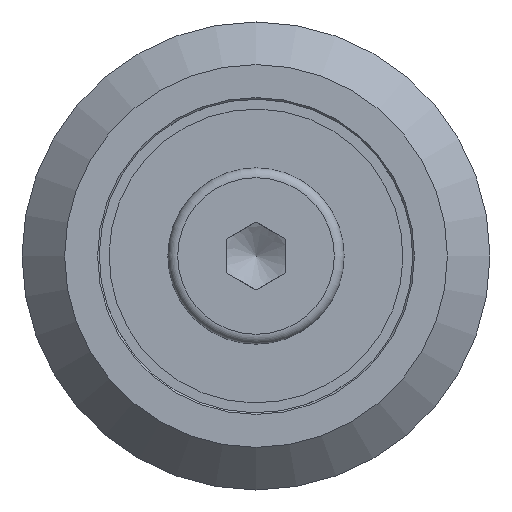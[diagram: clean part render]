
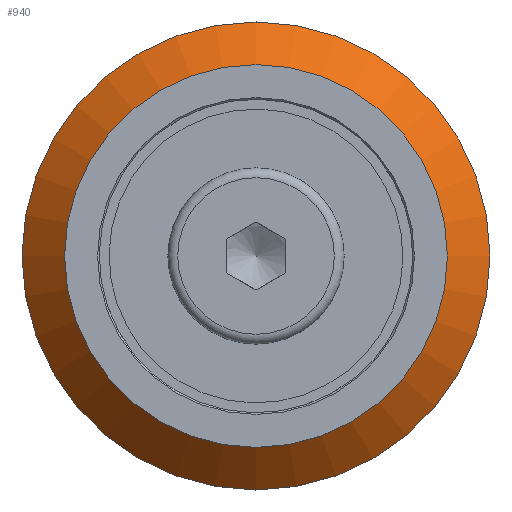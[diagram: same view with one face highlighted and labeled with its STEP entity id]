
A CAD part, left-side view. The second image highlights one B-rep face of the part: STEP entity #940.
In plain terms, the highlighted conical face has half-angle 45.066 degrees and reference radius 10.857 mm.
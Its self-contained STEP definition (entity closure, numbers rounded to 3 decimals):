
#153=FACE_OUTER_BOUND('',#219,.T.);
#219=EDGE_LOOP('',(#684,#685,#686,#687));
#298=LINE('',#1659,#345);
#345=VECTOR('',#1353,10.858);
#394=CIRCLE('',#1181,9.77);
#397=CIRCLE('',#1187,11.945);
#453=VERTEX_POINT('',#1644);
#456=VERTEX_POINT('',#1655);
#538=EDGE_CURVE('',#453,#453,#394,.T.);
#543=EDGE_CURVE('',#456,#456,#397,.T.);
#545=EDGE_CURVE('',#453,#456,#298,.T.);
#684=ORIENTED_EDGE('',*,*,#538,.F.);
#685=ORIENTED_EDGE('',*,*,#545,.T.);
#686=ORIENTED_EDGE('',*,*,#543,.T.);
#687=ORIENTED_EDGE('',*,*,#545,.F.);
#905=CONICAL_SURFACE('',#1188,10.858,0.787);
#940=ADVANCED_FACE('',(#153),#905,.T.);
#1181=AXIS2_PLACEMENT_3D('',#1645,#1334,#1335);
#1187=AXIS2_PLACEMENT_3D('',#1656,#1348,#1349);
#1188=AXIS2_PLACEMENT_3D('',#1658,#1351,#1352);
#1334=DIRECTION('center_axis',(1.,0.,0.));
#1335=DIRECTION('ref_axis',(0.,0.,-1.));
#1348=DIRECTION('center_axis',(1.,0.,0.));
#1349=DIRECTION('ref_axis',(0.,0.,-1.));
#1351=DIRECTION('center_axis',(-1.,0.,0.));
#1352=DIRECTION('ref_axis',(0.,1.,0.));
#1353=DIRECTION('',(-0.706,-0.708,0.));
#1644=CARTESIAN_POINT('',(5.115,-9.77,0.));
#1645=CARTESIAN_POINT('Origin',(5.115,0.,0.));
#1655=CARTESIAN_POINT('',(2.945,-11.945,0.));
#1656=CARTESIAN_POINT('Origin',(2.945,0.,0.));
#1658=CARTESIAN_POINT('Origin',(4.03,0.,0.));
#1659=CARTESIAN_POINT('',(4.03,-10.858,0.));
